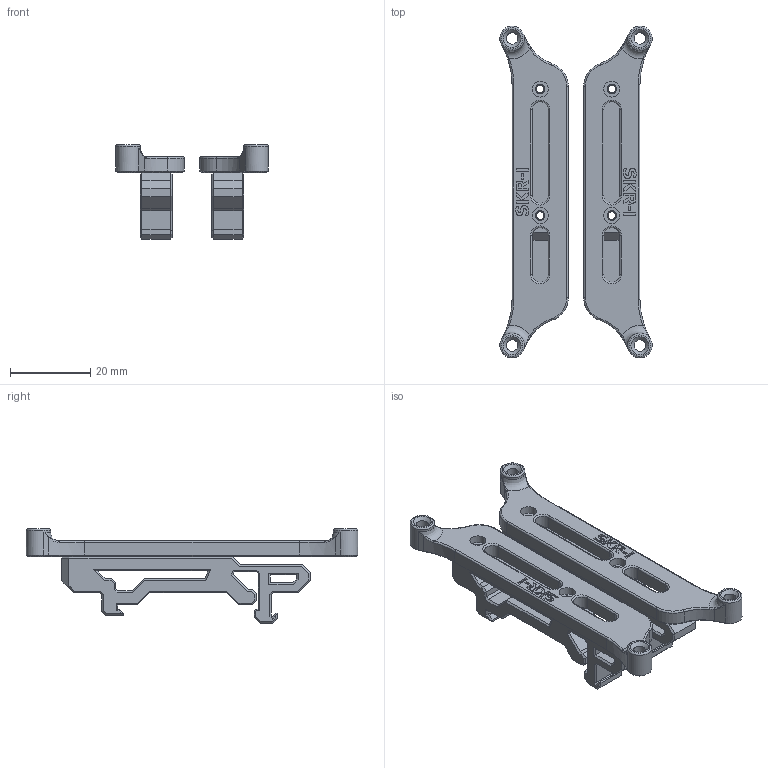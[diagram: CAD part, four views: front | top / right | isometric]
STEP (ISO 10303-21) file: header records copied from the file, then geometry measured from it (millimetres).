
FILE_DESCRIPTION(/* description */ (''),/* implementation_level */ '2;1');
FILE_NAME(/* name */ 'SKR_3_Din_Mount.step',/* time_stamp */ '2023-02-02T07:42:20-08:00',/* author */ (''),/* organization */ (''),/* preprocessor_version */ 'ST-DEVELOPER v19.2',/* originating_system */ 'Autodesk Translation Framework v11.17.0.187',/* authorisation */ '');
FILE_SCHEMA (('AUTOMOTIVE_DESIGN { 1 0 10303 214 3 1 1 }'));
Length unit declared in the file: millimetre
Products named in the file (3): SKR Bracket (1); DIN Clips (3); SKR Bracket
Assembly tree (2 placements, depth 2):
  SKR Bracket (1)
    DIN Clips (3)
    SKR Bracket
Bounding box: 37.95 x 82.6 x 23.6 mm (x, y, z)
Volume: 14583.1 mm3; surface area: 12100.2 mm2
Topology: 4 solids, 4 shells, 696 faces, 1666 edges, 988 vertices
Faces by surface type: plane 508, bspline 68, cylinder 52, cone 40, torus 28
Full cylindrical faces by diameter (mm): 1.9 x4, 2.4 x4, 2.9 x4, 4 x4, 6.1 x4
Entity records: 20119 total; most frequent: CARTESIAN_POINT 4355, ORIENTED_EDGE 3316, DIRECTION 2992, EDGE_CURVE 1658, LINE 1318, VECTOR 1318, VERTEX_POINT 988, AXIS2_PLACEMENT_3D 837
